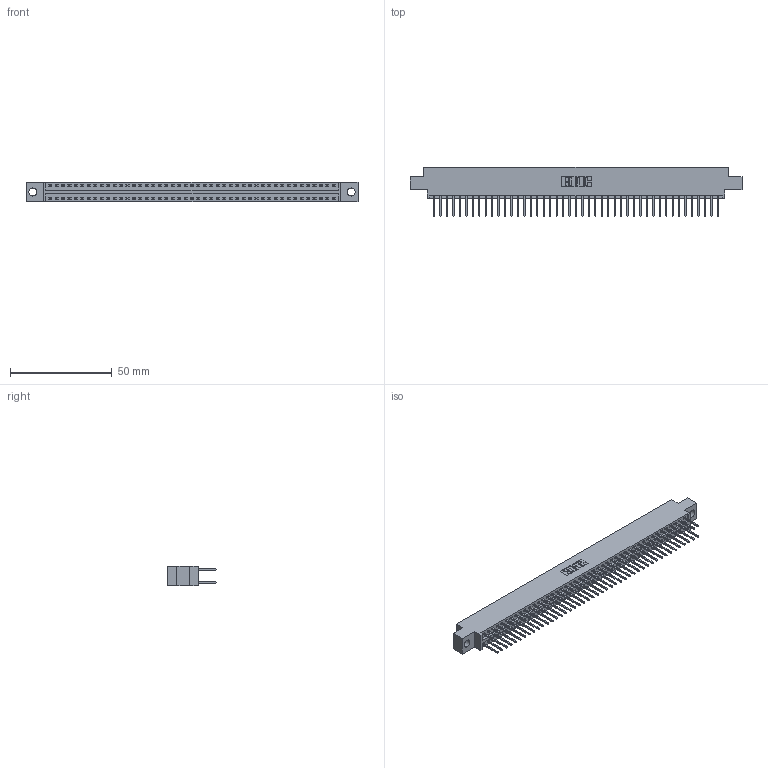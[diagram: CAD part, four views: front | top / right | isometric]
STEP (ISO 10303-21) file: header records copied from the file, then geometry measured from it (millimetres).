
FILE_DESCRIPTION (( 'STEP AP203' ), '1' );
FILE_NAME ('346-090-526-804.STEP', '2022-05-26T03:52:40', ( '' ), ( '' ), 'SwSTEP 2.0', 'SolidWorks 2020', '' );
FILE_SCHEMA (( 'CONFIG_CONTROL_DESIGN' ));
Length unit declared in the file: inch
Products named in the file (3): 346-090-526-804; 345-292-001_345-293-126; 346 Part_0.170 Offset - 0.156 Dia-TH
Assembly tree (91 placements, depth 2):
  346-090-526-804
    346 Part_0.170 Offset - 0.156 Dia-TH
    345-292-001_345-293-126  x90
Bounding box: 163.45 x 24.13 x 9.4 mm (x, y, z)
Volume: 15848.7 mm3; surface area: 22520.2 mm2
Topology: 91 solids, 91 shells, 4820 faces, 14327 edges, 9430 vertices
Faces by surface type: plane 3244, cylinder 1576
Entity records: 29533 total; most frequent: CARTESIAN_POINT 4870, ORIENTED_EDGE 4802, DIRECTION 4341, EDGE_CURVE 2401, LINE 2089, VECTOR 2089, VERTEX_POINT 1598, AXIS2_PLACEMENT_3D 1126
